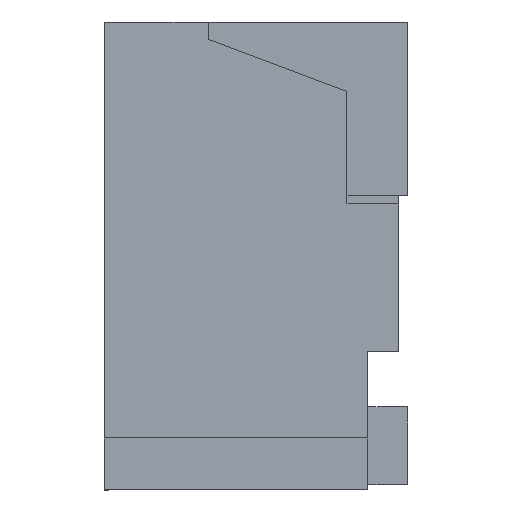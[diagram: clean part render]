
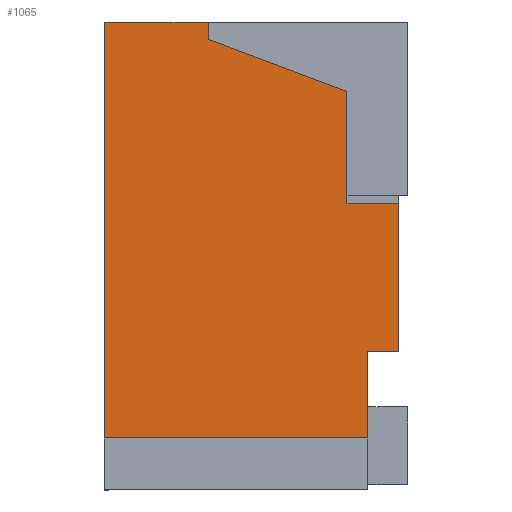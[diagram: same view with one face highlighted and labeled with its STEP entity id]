
A CAD part, left-side view. The second image highlights one B-rep face of the part: STEP entity #1065.
In plain terms, the highlighted planar face has unit normal (-1, 0, 0).
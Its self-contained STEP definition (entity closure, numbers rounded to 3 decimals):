
#37 = ORIENTED_EDGE ( 'NONE', *, *, #1451, .T. ) ;
#50 = LINE ( 'NONE', #310, #946 ) ;
#149 = VECTOR ( 'NONE', #1884, 1000. ) ;
#285 = DIRECTION ( 'NONE',  ( -1., 0., 0. ) ) ;
#310 = CARTESIAN_POINT ( 'NONE',  ( -3.7, 0.18, 4.4 ) ) ;
#316 = VECTOR ( 'NONE', #2547, 1000. ) ;
#330 = LINE ( 'NONE', #1407, #874 ) ;
#331 = EDGE_CURVE ( 'NONE', #1083, #912, #2509, .T. ) ;
#338 = LINE ( 'NONE', #1424, #149 ) ;
#389 = ORIENTED_EDGE ( 'NONE', *, *, #2028, .T. ) ;
#415 = CARTESIAN_POINT ( 'NONE',  ( -3.7, 0.18, 2.5 ) ) ;
#422 = DIRECTION ( 'NONE',  ( 0., 0., 1. ) ) ;
#440 = CARTESIAN_POINT ( 'NONE',  ( -3.7, 0.3, 4.4 ) ) ;
#449 = CARTESIAN_POINT ( 'NONE',  ( -3.7, 1.1, 4.4 ) ) ;
#467 = ORIENTED_EDGE ( 'NONE', *, *, #894, .T. ) ;
#506 = VECTOR ( 'NONE', #1426, 1000. ) ;
#525 = DIRECTION ( 'NONE',  ( 0., 0., 1. ) ) ;
#530 = VERTEX_POINT ( 'NONE', #2880 ) ;
#566 = VERTEX_POINT ( 'NONE', #650 ) ;
#631 = EDGE_CURVE ( 'NONE', #765, #566, #1841, .T. ) ;
#650 = CARTESIAN_POINT ( 'NONE',  ( -3.7, 0.3, 3.35 ) ) ;
#688 = ORIENTED_EDGE ( 'NONE', *, *, #1327, .T. ) ;
#704 = CARTESIAN_POINT ( 'NONE',  ( -3.7, 0., 2.5 ) ) ;
#765 = VERTEX_POINT ( 'NONE', #2189 ) ;
#874 = VECTOR ( 'NONE', #525, 1000. ) ;
#894 = EDGE_CURVE ( 'NONE', #912, #1171, #2171, .T. ) ;
#912 = VERTEX_POINT ( 'NONE', #2064 ) ;
#937 = EDGE_LOOP ( 'NONE', ( #2434, #1049, #2762, #688, #1518, #389, #37, #2109, #467, #1478 ) ) ;
#946 = VECTOR ( 'NONE', #2592, 1000. ) ;
#958 = CARTESIAN_POINT ( 'NONE',  ( -3.7, 1.7, 4.4 ) ) ;
#992 = DIRECTION ( 'NONE',  ( 0., 0.936, 0.351 ) ) ;
#1000 = CARTESIAN_POINT ( 'NONE',  ( -3.7, 0.3, 4. ) ) ;
#1031 = LINE ( 'NONE', #1215, #1169 ) ;
#1032 = VECTOR ( 'NONE', #2056, 1000. ) ;
#1049 = ORIENTED_EDGE ( 'NONE', *, *, #2015, .T. ) ;
#1065 = ADVANCED_FACE ( 'NONE', ( #2699 ), #1836, .T. ) ;
#1083 = VERTEX_POINT ( 'NONE', #2111 ) ;
#1100 = CARTESIAN_POINT ( 'NONE',  ( -3.7, 1.7, 3.35 ) ) ;
#1124 = CARTESIAN_POINT ( 'NONE',  ( -3.7, 0., 2. ) ) ;
#1131 = DIRECTION ( 'NONE',  ( 0., -1., 0. ) ) ;
#1169 = VECTOR ( 'NONE', #1911, 1000. ) ;
#1171 = VERTEX_POINT ( 'NONE', #2349 ) ;
#1191 = LINE ( 'NONE', #440, #2527 ) ;
#1215 = CARTESIAN_POINT ( 'NONE',  ( -3.7, 0., 2.5 ) ) ;
#1327 = EDGE_CURVE ( 'NONE', #566, #1501, #1191, .T. ) ;
#1365 = VERTEX_POINT ( 'NONE', #704 ) ;
#1386 = DIRECTION ( 'NONE',  ( 0., 0., 1. ) ) ;
#1407 = CARTESIAN_POINT ( 'NONE',  ( -3.7, 0., 4.4 ) ) ;
#1417 = CARTESIAN_POINT ( 'NONE',  ( -3.7, 0.3, 4. ) ) ;
#1424 = CARTESIAN_POINT ( 'NONE',  ( -3.7, 1.7, 4.4 ) ) ;
#1426 = DIRECTION ( 'NONE',  ( 0., 0., 1. ) ) ;
#1430 = AXIS2_PLACEMENT_3D ( 'NONE', #958, #285, #1386 ) ;
#1451 = EDGE_CURVE ( 'NONE', #2635, #1083, #338, .T. ) ;
#1478 = ORIENTED_EDGE ( 'NONE', *, *, #1481, .T. ) ;
#1481 = EDGE_CURVE ( 'NONE', #1171, #1960, #50, .T. ) ;
#1501 = VERTEX_POINT ( 'NONE', #1000 ) ;
#1518 = ORIENTED_EDGE ( 'NONE', *, *, #2044, .T. ) ;
#1566 = VECTOR ( 'NONE', #1131, 1000. ) ;
#1667 = CARTESIAN_POINT ( 'NONE',  ( -3.7, 1.1, 4.4 ) ) ;
#1836 = PLANE ( 'NONE',  #1430 ) ;
#1841 = LINE ( 'NONE', #1100, #316 ) ;
#1884 = DIRECTION ( 'NONE',  ( 0., 1., 0. ) ) ;
#1911 = DIRECTION ( 'NONE',  ( 0., -1., 0. ) ) ;
#1960 = VERTEX_POINT ( 'NONE', #415 ) ;
#2015 = EDGE_CURVE ( 'NONE', #1365, #765, #330, .T. ) ;
#2028 = EDGE_CURVE ( 'NONE', #530, #2635, #2555, .T. ) ;
#2044 = EDGE_CURVE ( 'NONE', #1501, #530, #2932, .T. ) ;
#2056 = DIRECTION ( 'NONE',  ( 0., 0., -1. ) ) ;
#2064 = CARTESIAN_POINT ( 'NONE',  ( -3.7, 1.7, 2. ) ) ;
#2109 = ORIENTED_EDGE ( 'NONE', *, *, #331, .T. ) ;
#2111 = CARTESIAN_POINT ( 'NONE',  ( -3.7, 1.7, 4.4 ) ) ;
#2171 = LINE ( 'NONE', #1124, #1566 ) ;
#2189 = CARTESIAN_POINT ( 'NONE',  ( -3.7, 0., 3.35 ) ) ;
#2293 = CARTESIAN_POINT ( 'NONE',  ( -3.7, 1.7, 1.7 ) ) ;
#2349 = CARTESIAN_POINT ( 'NONE',  ( -3.7, 0.18, 2. ) ) ;
#2434 = ORIENTED_EDGE ( 'NONE', *, *, #2869, .T. ) ;
#2509 = LINE ( 'NONE', #2293, #1032 ) ;
#2527 = VECTOR ( 'NONE', #422, 1000. ) ;
#2547 = DIRECTION ( 'NONE',  ( 0., 1., 0. ) ) ;
#2555 = LINE ( 'NONE', #1667, #506 ) ;
#2592 = DIRECTION ( 'NONE',  ( 0., 0., 1. ) ) ;
#2635 = VERTEX_POINT ( 'NONE', #449 ) ;
#2679 = VECTOR ( 'NONE', #992, 1000. ) ;
#2699 = FACE_OUTER_BOUND ( 'NONE', #937, .T. ) ;
#2762 = ORIENTED_EDGE ( 'NONE', *, *, #631, .T. ) ;
#2869 = EDGE_CURVE ( 'NONE', #1960, #1365, #1031, .T. ) ;
#2880 = CARTESIAN_POINT ( 'NONE',  ( -3.7, 1.1, 4.3 ) ) ;
#2932 = LINE ( 'NONE', #1417, #2679 ) ;
